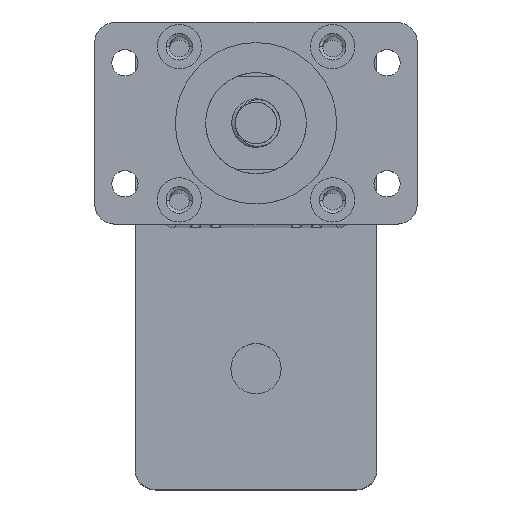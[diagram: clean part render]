
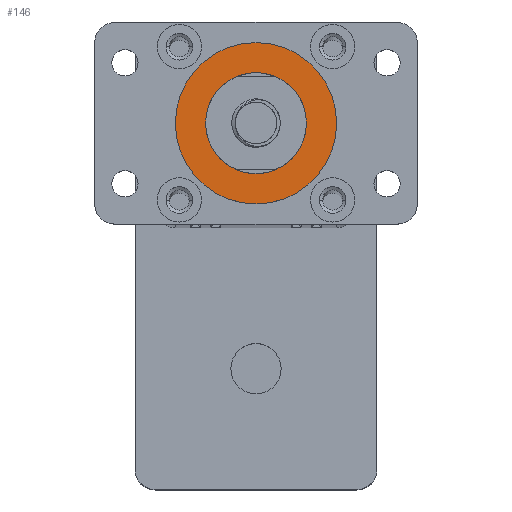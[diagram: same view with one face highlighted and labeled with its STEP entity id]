
A CAD part, top view. The second image highlights one B-rep face of the part: STEP entity #146.
In plain terms, the highlighted planar face has unit normal (0, 0, 1).
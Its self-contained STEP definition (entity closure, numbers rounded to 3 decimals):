
#146 = ADVANCED_FACE ( 'NONE', ( #2705, #5410 ), #8040, .T. ) ;
#304 = DIRECTION ( 'NONE',  ( 1., 0., 0. ) ) ;
#591 = CIRCLE ( 'NONE', #4868, 20. ) ;
#1221 = EDGE_CURVE ( 'NONE', #8445, #7659, #8371, .T. ) ;
#1288 = DIRECTION ( 'NONE',  ( 0., 0., 1. ) ) ;
#2139 = DIRECTION ( 'NONE',  ( 0., 0., 1. ) ) ;
#2275 = VERTEX_POINT ( 'NONE', #8065 ) ;
#2313 = EDGE_CURVE ( 'NONE', #8322, #2275, #6590, .T. ) ;
#2421 = EDGE_CURVE ( 'NONE', #2275, #8322, #8523, .T. ) ;
#2494 = CARTESIAN_POINT ( 'NONE',  ( 0., 0., 495. ) ) ;
#2679 = ORIENTED_EDGE ( 'NONE', *, *, #3203, .T. ) ;
#2704 = DIRECTION ( 'NONE',  ( 1., 0., 0. ) ) ;
#2705 = FACE_BOUND ( 'NONE', #7594, .T. ) ;
#3203 = EDGE_CURVE ( 'NONE', #7659, #8445, #591, .T. ) ;
#3674 = DIRECTION ( 'NONE',  ( 0., 0., -1. ) ) ;
#3809 = ORIENTED_EDGE ( 'NONE', *, *, #2421, .T. ) ;
#3923 = DIRECTION ( 'NONE',  ( 1., 0., 0. ) ) ;
#3983 = AXIS2_PLACEMENT_3D ( 'NONE', #4836, #8193, #304 ) ;
#4165 = EDGE_LOOP ( 'NONE', ( #4902, #2679 ) ) ;
#4812 = CARTESIAN_POINT ( 'NONE',  ( 0., 0., 495. ) ) ;
#4836 = CARTESIAN_POINT ( 'NONE',  ( 0., 0., 495. ) ) ;
#4868 = AXIS2_PLACEMENT_3D ( 'NONE', #2494, #5370, #2704 ) ;
#4881 = ORIENTED_EDGE ( 'NONE', *, *, #2313, .T. ) ;
#4902 = ORIENTED_EDGE ( 'NONE', *, *, #1221, .T. ) ;
#5370 = DIRECTION ( 'NONE',  ( 0., 0., 1. ) ) ;
#5410 = FACE_OUTER_BOUND ( 'NONE', #4165, .T. ) ;
#6162 = AXIS2_PLACEMENT_3D ( 'NONE', #7309, #1288, #3923 ) ;
#6319 = CARTESIAN_POINT ( 'NONE',  ( -20., 0., 495. ) ) ;
#6427 = DIRECTION ( 'NONE',  ( 1., 0., 0. ) ) ;
#6590 = CIRCLE ( 'NONE', #3983, 12.5 ) ;
#6625 = CARTESIAN_POINT ( 'NONE',  ( 12.5, 0., 495. ) ) ;
#6892 = CARTESIAN_POINT ( 'NONE',  ( 0., 0., 495. ) ) ;
#7309 = CARTESIAN_POINT ( 'NONE',  ( 0., 0., 495. ) ) ;
#7384 = AXIS2_PLACEMENT_3D ( 'NONE', #4812, #2139, #7433 ) ;
#7433 = DIRECTION ( 'NONE',  ( 1., 0., 0. ) ) ;
#7594 = EDGE_LOOP ( 'NONE', ( #3809, #4881 ) ) ;
#7659 = VERTEX_POINT ( 'NONE', #7729 ) ;
#7729 = CARTESIAN_POINT ( 'NONE',  ( 20., 0., 495. ) ) ;
#8040 = PLANE ( 'NONE',  #7384 ) ;
#8065 = CARTESIAN_POINT ( 'NONE',  ( -12.5, 0., 495. ) ) ;
#8193 = DIRECTION ( 'NONE',  ( 0., 0., -1. ) ) ;
#8242 = AXIS2_PLACEMENT_3D ( 'NONE', #6892, #3674, #6427 ) ;
#8322 = VERTEX_POINT ( 'NONE', #6625 ) ;
#8371 = CIRCLE ( 'NONE', #6162, 20. ) ;
#8445 = VERTEX_POINT ( 'NONE', #6319 ) ;
#8523 = CIRCLE ( 'NONE', #8242, 12.5 ) ;
